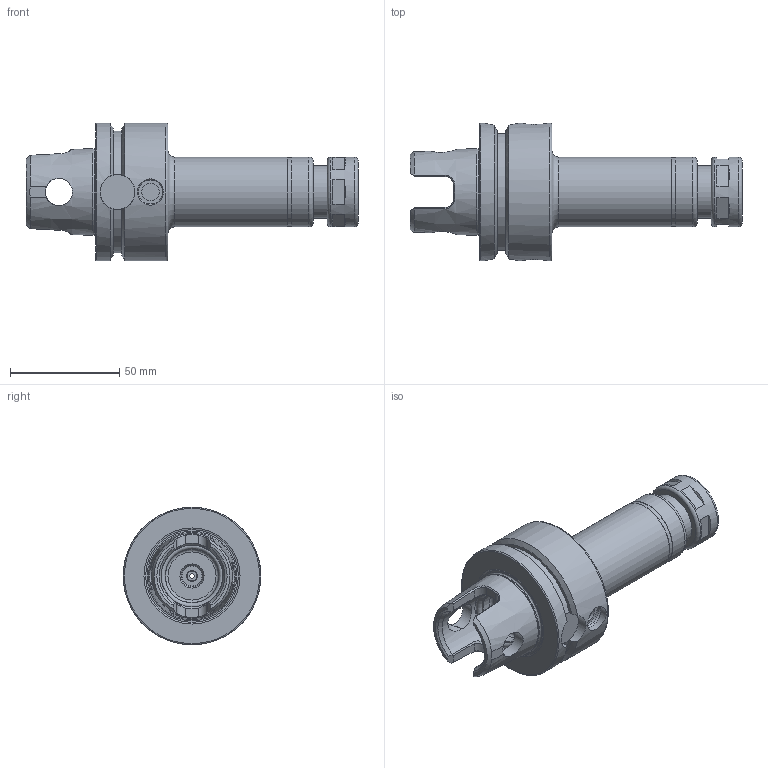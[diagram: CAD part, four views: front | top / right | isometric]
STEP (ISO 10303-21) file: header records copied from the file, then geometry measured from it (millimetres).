
FILE_DESCRIPTION((''),'2;1');
FILE_NAME('126010212120-3D.stp','2020-07-23T11:44:27',('nttooll'),(''),'Autodesk Inventor 2012','Autodesk Inventor 2012','');
FILE_SCHEMA(('AUTOMOTIVE_DESIGN { 1 0 10303 214 1 1 1 1 }'));
Length unit declared in the file: millimetre
Products named in the file (1): 126010212120-3D
Bounding box: 152 x 63 x 63 mm (x, y, z)
Volume: 160698.4 mm3; surface area: 35223.1 mm2
Topology: 1 solids, 1 shells, 166 faces, 371 edges, 232 vertices
Faces by surface type: plane 64, cylinder 46, cone 27, bspline 20, torus 9
Full cylindrical faces by diameter (mm): 2 x1, 4.5 x1, 5 x1, 8 x2, 9.2 x1, 9.57 x1, 10 x1, 11 x2, 12 x2, 12.5 x2, 12.8 x2, 12.9 x1, 13.3 x1, 14 x2, 14.5 x1, 16 x2, 17 x1, 18.2 x1, 20.5 x1, 24 x2, 24.4 x1, 28.2 x1, 30 x1, 31.6 x1, 32 x3, 39.4 x1, 63 x2
Entity records: 4866 total; most frequent: CARTESIAN_POINT 1705, DIRECTION 586, ORIENTED_EDGE 580, EDGE_CURVE 290, AXIS2_PLACEMENT_3D 269, EDGE_LOOP 264, VERTEX_POINT 218, FACE_OUTER_BOUND 166
